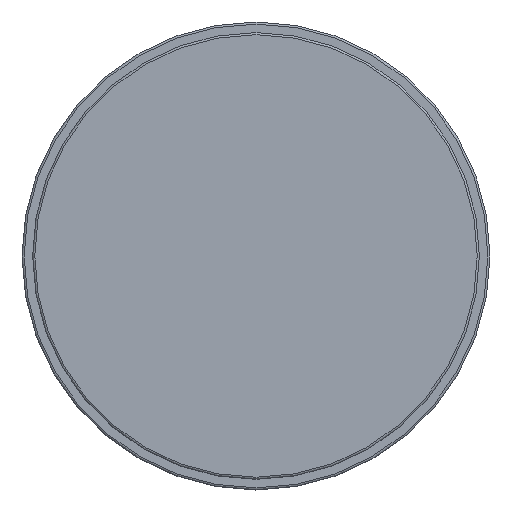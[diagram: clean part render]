
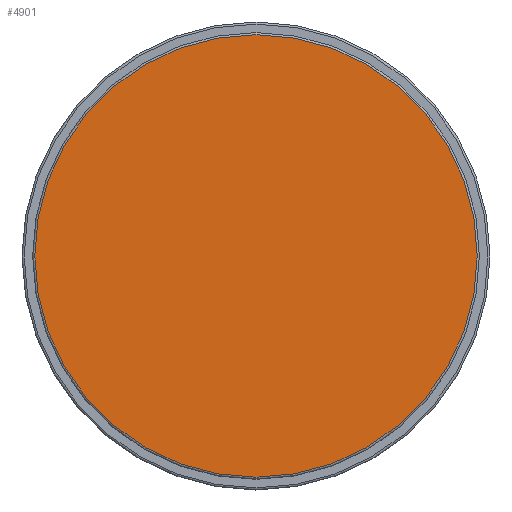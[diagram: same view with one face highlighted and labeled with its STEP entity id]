
A CAD part, top view. The second image highlights one B-rep face of the part: STEP entity #4901.
In plain terms, the highlighted planar face has unit normal (0, 0, 1).
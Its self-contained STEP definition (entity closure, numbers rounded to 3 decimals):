
#4901=ADVANCED_FACE('',(#6113),#5105,.T.);
#5105=PLANE('',#18803);
#6113=FACE_OUTER_BOUND('',#7266,.T.);
#7266=EDGE_LOOP('',(#12488));
#12488=ORIENTED_EDGE('',*,*,#16719,.T.);
#14108=VERTEX_POINT('',#33484);
#16719=EDGE_CURVE('',#14108,#14108,#17191,.T.);
#17191=CIRCLE('',#18802,52.);
#18802=AXIS2_PLACEMENT_3D('',#33483,#22543,#22544);
#18803=AXIS2_PLACEMENT_3D('',#33485,#22545,#22546);
#22543=DIRECTION('',(0.,0.,1.));
#22544=DIRECTION('',(1.,0.,0.));
#22545=DIRECTION('',(0.,0.,1.));
#22546=DIRECTION('',(1.,0.,0.));
#33483=CARTESIAN_POINT('',(86.379,-10.769,-57.339));
#33484=CARTESIAN_POINT('',(138.379,-10.769,-57.339));
#33485=CARTESIAN_POINT('',(86.379,-10.769,-57.339));
